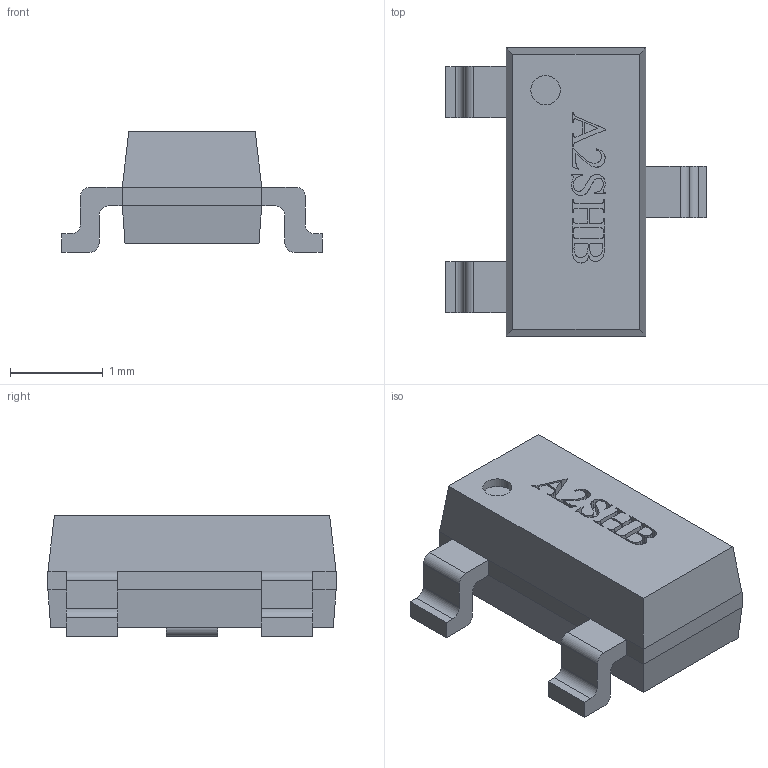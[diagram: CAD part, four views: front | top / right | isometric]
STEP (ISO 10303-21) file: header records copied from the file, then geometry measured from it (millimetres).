
FILE_DESCRIPTION(('FreeCAD Model'),'2;1');
FILE_NAME('Open CASCADE Shape Model','2024-07-27T21:36:12',(''),(''), 'Open CASCADE STEP processor 7.6','FreeCAD','Unknown');
FILE_SCHEMA(('AUTOMOTIVE_DESIGN { 1 0 10303 214 1 1 1 1 }'));
Length unit declared in the file: millimetre
Products named in the file (1): Body
Bounding box: 2.8 x 3.1 x 1.3 mm (x, y, z)
Volume: 5.7 mm3; surface area: 25.3 mm2
Topology: 1 solids, 1 shells, 242 faces, 673 edges, 442 vertices
Faces by surface type: extrusion 112, plane 109, cylinder 13, bspline 8
Full cylindrical faces by diameter (mm): 0.316 x1
Entity records: 16766 total; most frequent: CARTESIAN_POINT 4026, DIRECTION 1902, VECTOR 1603, LINE 1491, ORIENTED_EDGE 1346, PCURVE 1346, DEFINITIONAL_REPRESENTATION 1346, EDGE_CURVE 673
